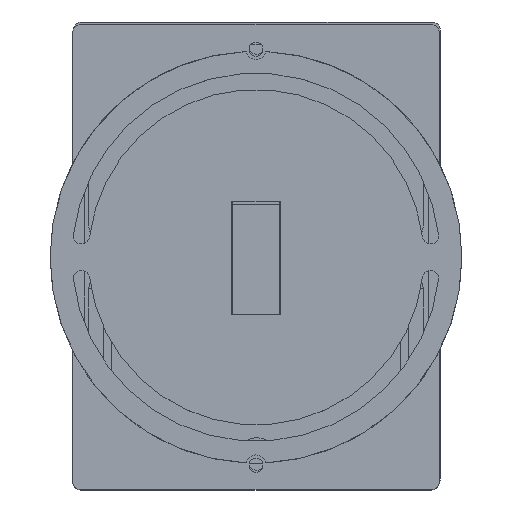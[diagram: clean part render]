
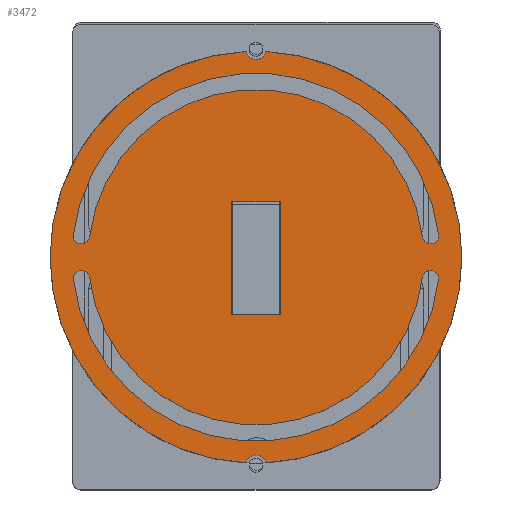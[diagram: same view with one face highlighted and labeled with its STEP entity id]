
A CAD part, top view. The second image highlights one B-rep face of the part: STEP entity #3472.
In plain terms, the highlighted planar face has unit normal (0, 0, 1).
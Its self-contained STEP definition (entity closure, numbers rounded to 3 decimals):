
#68=FACE_BOUND('',#536,.T.);
#69=FACE_BOUND('',#537,.T.);
#70=FACE_BOUND('',#538,.T.);
#169=PLANE('',#3808);
#332=FACE_OUTER_BOUND('',#535,.T.);
#535=EDGE_LOOP('',(#2932,#2933,#2934,#2935));
#536=EDGE_LOOP('',(#2936,#2937,#2938,#2939));
#537=EDGE_LOOP('',(#2940,#2941,#2942,#2943));
#538=EDGE_LOOP('',(#2944,#2945,#2946,#2947));
#848=LINE('',#5614,#1205);
#851=LINE('',#5619,#1208);
#853=LINE('',#5623,#1210);
#854=LINE('',#5625,#1211);
#1205=VECTOR('',#4546,10.);
#1208=VECTOR('',#4551,10.);
#1210=VECTOR('',#4555,10.);
#1211=VECTOR('',#4558,10.);
#1416=CIRCLE('',#3803,2.5);
#1419=CIRCLE('',#3807,2.5);
#1420=CIRCLE('',#3809,50.5);
#1421=CIRCLE('',#3810,50.5);
#1422=CIRCLE('',#3811,45.125);
#1423=CIRCLE('',#3812,2.);
#1424=CIRCLE('',#3813,41.125);
#1425=CIRCLE('',#3814,2.);
#1426=CIRCLE('',#3815,45.125);
#1427=CIRCLE('',#3816,2.);
#1428=CIRCLE('',#3817,41.125);
#1429=CIRCLE('',#3818,2.);
#1667=VERTEX_POINT('',#5611);
#1668=VERTEX_POINT('',#5613);
#1669=VERTEX_POINT('',#5617);
#1670=VERTEX_POINT('',#5621);
#1676=VERTEX_POINT('',#5640);
#1680=VERTEX_POINT('',#5649);
#1682=VERTEX_POINT('',#5654);
#1686=VERTEX_POINT('',#5663);
#1687=VERTEX_POINT('',#5669);
#1688=VERTEX_POINT('',#5670);
#1689=VERTEX_POINT('',#5672);
#1690=VERTEX_POINT('',#5674);
#1691=VERTEX_POINT('',#5677);
#1692=VERTEX_POINT('',#5678);
#1693=VERTEX_POINT('',#5680);
#1694=VERTEX_POINT('',#5682);
#2099=EDGE_CURVE('',#1668,#1667,#848,.T.);
#2102=EDGE_CURVE('',#1667,#1669,#851,.T.);
#2104=EDGE_CURVE('',#1669,#1670,#853,.T.);
#2105=EDGE_CURVE('',#1670,#1668,#854,.T.);
#2118=EDGE_CURVE('',#1676,#1680,#1416,.T.);
#2125=EDGE_CURVE('',#1682,#1686,#1419,.T.);
#2126=EDGE_CURVE('',#1680,#1682,#1420,.T.);
#2127=EDGE_CURVE('',#1686,#1676,#1421,.T.);
#2128=EDGE_CURVE('',#1687,#1688,#1422,.T.);
#2129=EDGE_CURVE('',#1688,#1689,#1423,.T.);
#2130=EDGE_CURVE('',#1689,#1690,#1424,.T.);
#2131=EDGE_CURVE('',#1690,#1687,#1425,.T.);
#2132=EDGE_CURVE('',#1691,#1692,#1426,.T.);
#2133=EDGE_CURVE('',#1692,#1693,#1427,.T.);
#2134=EDGE_CURVE('',#1693,#1694,#1428,.T.);
#2135=EDGE_CURVE('',#1694,#1691,#1429,.T.);
#2932=ORIENTED_EDGE('',*,*,#2118,.T.);
#2933=ORIENTED_EDGE('',*,*,#2126,.T.);
#2934=ORIENTED_EDGE('',*,*,#2125,.T.);
#2935=ORIENTED_EDGE('',*,*,#2127,.T.);
#2936=ORIENTED_EDGE('',*,*,#2104,.T.);
#2937=ORIENTED_EDGE('',*,*,#2105,.T.);
#2938=ORIENTED_EDGE('',*,*,#2099,.T.);
#2939=ORIENTED_EDGE('',*,*,#2102,.T.);
#2940=ORIENTED_EDGE('',*,*,#2128,.T.);
#2941=ORIENTED_EDGE('',*,*,#2129,.T.);
#2942=ORIENTED_EDGE('',*,*,#2130,.T.);
#2943=ORIENTED_EDGE('',*,*,#2131,.T.);
#2944=ORIENTED_EDGE('',*,*,#2132,.T.);
#2945=ORIENTED_EDGE('',*,*,#2133,.T.);
#2946=ORIENTED_EDGE('',*,*,#2134,.T.);
#2947=ORIENTED_EDGE('',*,*,#2135,.T.);
#3472=ADVANCED_FACE('',(#332,#68,#69,#70),#169,.F.);
#3803=AXIS2_PLACEMENT_3D('',#5651,#4583,#4584);
#3807=AXIS2_PLACEMENT_3D('',#5665,#4595,#4596);
#3808=AXIS2_PLACEMENT_3D('',#5666,#4597,#4598);
#3809=AXIS2_PLACEMENT_3D('',#5667,#4599,#4600);
#3810=AXIS2_PLACEMENT_3D('',#5668,#4601,#4602);
#3811=AXIS2_PLACEMENT_3D('',#5671,#4603,#4604);
#3812=AXIS2_PLACEMENT_3D('',#5673,#4605,#4606);
#3813=AXIS2_PLACEMENT_3D('',#5675,#4607,#4608);
#3814=AXIS2_PLACEMENT_3D('',#5676,#4609,#4610);
#3815=AXIS2_PLACEMENT_3D('',#5679,#4611,#4612);
#3816=AXIS2_PLACEMENT_3D('',#5681,#4613,#4614);
#3817=AXIS2_PLACEMENT_3D('',#5683,#4615,#4616);
#3818=AXIS2_PLACEMENT_3D('',#5684,#4617,#4618);
#4546=DIRECTION('',(0.,-1.,0.));
#4551=DIRECTION('',(-1.,0.,0.));
#4555=DIRECTION('',(0.,1.,0.));
#4558=DIRECTION('',(1.,0.,0.));
#4583=DIRECTION('center_axis',(0.,0.,-1.));
#4584=DIRECTION('ref_axis',(-1.,0.,0.));
#4595=DIRECTION('center_axis',(0.,0.,-1.));
#4596=DIRECTION('ref_axis',(-1.,0.,0.));
#4597=DIRECTION('center_axis',(0.,0.,-1.));
#4598=DIRECTION('ref_axis',(1.,0.,0.));
#4599=DIRECTION('center_axis',(0.,0.,1.));
#4600=DIRECTION('ref_axis',(1.,0.,0.));
#4601=DIRECTION('center_axis',(0.,0.,1.));
#4602=DIRECTION('ref_axis',(1.,0.,0.));
#4603=DIRECTION('center_axis',(0.,0.,-1.));
#4604=DIRECTION('ref_axis',(-0.993,-0.122,0.));
#4605=DIRECTION('center_axis',(0.,0.,-1.));
#4606=DIRECTION('ref_axis',(0.993,0.122,0.));
#4607=DIRECTION('center_axis',(0.,0.,1.));
#4608=DIRECTION('ref_axis',(-0.993,-0.122,0.));
#4609=DIRECTION('center_axis',(0.,0.,-1.));
#4610=DIRECTION('ref_axis',(0.993,-0.122,0.));
#4611=DIRECTION('center_axis',(0.,0.,-1.));
#4612=DIRECTION('ref_axis',(0.993,0.122,0.));
#4613=DIRECTION('center_axis',(0.,0.,-1.));
#4614=DIRECTION('ref_axis',(-0.993,-0.122,0.));
#4615=DIRECTION('center_axis',(0.,0.,1.));
#4616=DIRECTION('ref_axis',(0.993,0.122,0.));
#4617=DIRECTION('center_axis',(0.,0.,-1.));
#4618=DIRECTION('ref_axis',(-0.993,0.122,0.));
#5611=CARTESIAN_POINT('',(6.,-14.125,8.));
#5613=CARTESIAN_POINT('',(6.,13.625,8.));
#5614=CARTESIAN_POINT('',(6.,-7.063,8.));
#5617=CARTESIAN_POINT('',(-6.,-14.125,8.));
#5619=CARTESIAN_POINT('',(-3.,-14.125,8.));
#5621=CARTESIAN_POINT('',(-6.,13.625,8.));
#5623=CARTESIAN_POINT('',(-6.,6.813,8.));
#5625=CARTESIAN_POINT('',(3.,13.625,8.));
#5640=CARTESIAN_POINT('',(2.437,50.441,8.));
#5649=CARTESIAN_POINT('',(-2.437,50.441,8.));
#5651=CARTESIAN_POINT('Origin',(0.,51.,8.));
#5654=CARTESIAN_POINT('',(-2.437,-50.441,8.));
#5663=CARTESIAN_POINT('',(2.437,-50.441,8.));
#5665=CARTESIAN_POINT('Origin',(0.,-51.,8.));
#5666=CARTESIAN_POINT('Origin',(0.,0.,8.));
#5667=CARTESIAN_POINT('Origin',(0.,0.,8.));
#5668=CARTESIAN_POINT('Origin',(0.,0.,8.));
#5669=CARTESIAN_POINT('',(44.789,-5.499,8.));
#5670=CARTESIAN_POINT('',(-44.789,-5.499,8.));
#5671=CARTESIAN_POINT('Origin',(0.,0.,8.));
#5672=CARTESIAN_POINT('',(-40.818,-5.012,8.));
#5673=CARTESIAN_POINT('Origin',(-42.804,-5.256,8.));
#5674=CARTESIAN_POINT('',(40.818,-5.012,8.));
#5675=CARTESIAN_POINT('Origin',(0.,0.,8.));
#5676=CARTESIAN_POINT('Origin',(42.804,-5.256,8.));
#5677=CARTESIAN_POINT('',(-44.789,5.499,8.));
#5678=CARTESIAN_POINT('',(44.789,5.499,8.));
#5679=CARTESIAN_POINT('Origin',(0.,0.,
8.));
#5680=CARTESIAN_POINT('',(40.818,5.012,8.));
#5681=CARTESIAN_POINT('Origin',(42.804,5.256,8.));
#5682=CARTESIAN_POINT('',(-40.818,5.012,8.));
#5683=CARTESIAN_POINT('Origin',(0.,0.,
8.));
#5684=CARTESIAN_POINT('Origin',(-42.804,5.256,8.));
